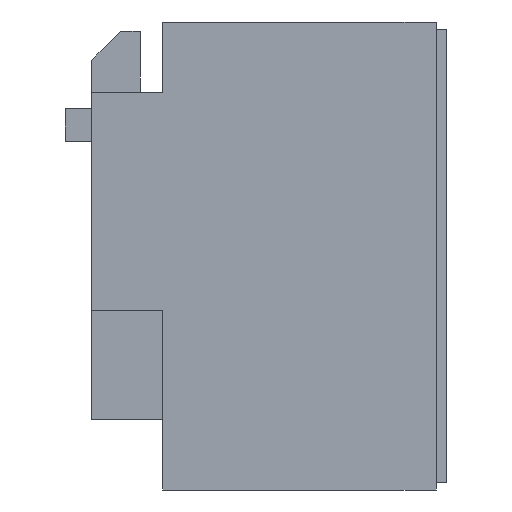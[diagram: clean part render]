
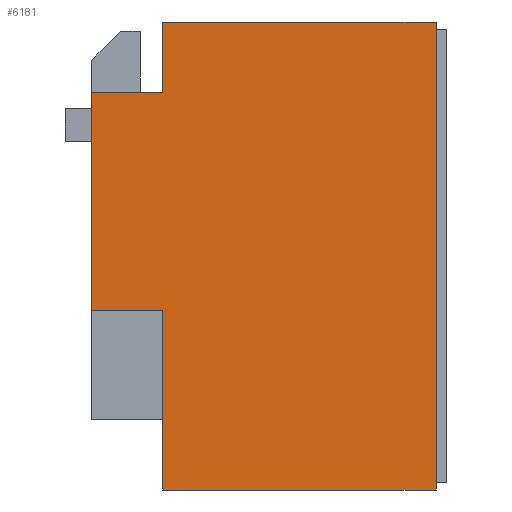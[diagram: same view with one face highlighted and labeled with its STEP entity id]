
A CAD part, left-side view. The second image highlights one B-rep face of the part: STEP entity #6181.
In plain terms, the highlighted planar face has unit normal (-1, 0, 0).
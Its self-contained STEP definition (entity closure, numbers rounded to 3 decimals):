
#5310=CARTESIAN_POINT('POINT711',(-11.5,-7.44,
   24.511));
#5311=VERTEX_POINT('VERTEX711',#5310);
#5314=CARTESIAN_POINT('POINT712',(-11.5,-36.058,
   24.511));
#5315=VERTEX_POINT('VERTEX712',#5314);
#5316=CARTESIAN_POINT('POS1395',(-11.5,0.,
   24.511));
#5317=DIRECTION('DIR1903',(0.,1.,0.));
#5318=VECTOR('VEC887',#5317,25.4);
#5319=LINE('STRAIGHT887',#5316,#5318);
#5320=EDGE_CURVE('EDGE1068',#5315,#5311,#5319,.T.);
#5338=CARTESIAN_POINT('POINT713',(-11.5,-36.058,
   -24.511));
#5339=VERTEX_POINT('VERTEX713',#5338);
#5340=CARTESIAN_POINT('POS1397',(-11.5,-36.058,
   -24.511));
#5341=DIRECTION('DIR1905',(0.,0.,1.));
#5342=VECTOR('VEC889',#5341,25.4);
#5343=LINE('STRAIGHT889',#5340,#5342);
#5344=EDGE_CURVE('EDGE1071',#5339,#5315,#5343,.T.);
#5353=CARTESIAN_POINT('POINT714',(-11.5,-7.44,
   -24.511));
#5354=VERTEX_POINT('VERTEX714',#5353);
#5355=CARTESIAN_POINT('POS1398',(-11.5,0.,
   -24.511));
#5356=DIRECTION('DIR1906',(0.,-1.,0.));
#5357=VECTOR('VEC890',#5356,25.4);
#5358=LINE('STRAIGHT890',#5355,#5357);
#5359=EDGE_CURVE('EDGE1073',#5354,#5339,#5358,.T.);
#5368=CARTESIAN_POINT('POINT715',(-11.5,-7.44,
   -17.158));
#5369=VERTEX_POINT('VERTEX715',#5368);
#5370=CARTESIAN_POINT('POS1399',(-11.5,-7.44,
   -26.962));
#5371=DIRECTION('DIR1907',(0.,0.,-1.));
#5372=VECTOR('VEC891',#5371,25.4);
#5373=LINE('STRAIGHT891',#5370,#5372);
#5374=EDGE_CURVE('EDGE1075',#5369,#5354,#5373,.T.);
#5381=CARTESIAN_POINT('POINT716',(-11.5,-7.44,
   -5.719));
#5382=VERTEX_POINT('VERTEX716',#5381);
#5383=CARTESIAN_POINT('POS1400',(-11.5,-7.44,
   -17.975));
#5384=DIRECTION('DIR1908',(0.,0.,-1.));
#5385=VECTOR('VEC892',#5384,25.4);
#5386=LINE('STRAIGHT892',#5383,#5385);
#5387=EDGE_CURVE('EDGE1077',#5382,#5369,#5386,.T.);
#5406=CARTESIAN_POINT('POINT719',(-11.5,0.,
   -5.719));
#5407=VERTEX_POINT('VERTEX719',#5406);
#5408=CARTESIAN_POINT('POS1402',(-11.5,-19.889,
   -5.719));
#5409=DIRECTION('DIR1910',(0.,-1.,0.));
#5410=VECTOR('VEC894',#5409,25.4);
#5411=LINE('STRAIGHT894',#5408,#5410);
#5412=EDGE_CURVE('EDGE1081',#5407,#5382,#5411,.T.);
#6139=CARTESIAN_POINT('POINT763',(-11.5,-7.44,
   17.158));
#6140=VERTEX_POINT('VERTEX763',#6139);
#6143=CARTESIAN_POINT('POS1481',(-11.5,-7.44,
   2.451));
#6144=DIRECTION('DIR2010',(0.,0.,-1.));
#6145=VECTOR('VEC952',#6144,25.4);
#6146=LINE('STRAIGHT952',#6143,#6145);
#6147=EDGE_CURVE('EDGE1150',#5311,#6140,#6146,.T.);
#6153=ORIENTED_EDGE('COEDGE2255',*,*,#5412,.T.);
#6154=ORIENTED_EDGE('COEDGE2256',*,*,#5387,.T.);
#6155=ORIENTED_EDGE('COEDGE2257',*,*,#5374,.T.);
#6156=ORIENTED_EDGE('COEDGE2258',*,*,#5359,.T.);
#6157=ORIENTED_EDGE('COEDGE2259',*,*,#5344,.T.);
#6158=ORIENTED_EDGE('COEDGE2260',*,*,#5320,.T.);
#6159=ORIENTED_EDGE('COEDGE2261',*,*,#6147,.T.);
#6160=CARTESIAN_POINT('POINT764',(-11.5,0.,17.158))
   ;
#6161=VERTEX_POINT('VERTEX764',#6160);
#6162=CARTESIAN_POINT('POS1482',(-11.5,-19.889,
   17.158));
#6163=DIRECTION('DIR2011',(0.,1.,0.));
#6164=VECTOR('VEC953',#6163,25.4);
#6165=LINE('STRAIGHT953',#6162,#6164);
#6166=EDGE_CURVE('EDGE1151',#6140,#6161,#6165,.T.);
#6167=ORIENTED_EDGE('COEDGE2262',*,*,#6166,.T.);
#6168=CARTESIAN_POINT('POS1483',(-11.5,0.,
   -24.511));
#6169=DIRECTION('DIR2012',(0.,0.,1.));
#6170=VECTOR('VEC954',#6169,25.4);
#6171=LINE('STRAIGHT954',#6168,#6170);
#6172=EDGE_CURVE('EDGE1152',#5407,#6161,#6171,.T.);
#6173=ORIENTED_EDGE('COEDGE2263',*,*,#6172,.F.);
#6174=EDGE_LOOP('NONE',(#6153,#6154,#6155,#6156,#6157,#6158,#6159,#6167,
   #6173));
#6175=FACE_BOUND('LOOP1',#6174,.T.);
#6176=CARTESIAN_POINT('POS1484',(-11.5,-36.058,
   -24.511));
#6177=DIRECTION('DIR2013',(-1.,0.,0.));
#6178=DIRECTION('DIR2014',(0.,1.,0.));
#6179=AXIS2_PLACEMENT_3D('AXIS530',#6176,#6177,#6178);
#6180=PLANE('PLANE338',#6179);
#6181=ADVANCED_FACE('FACE437',(#6175),#6180,.T.);
